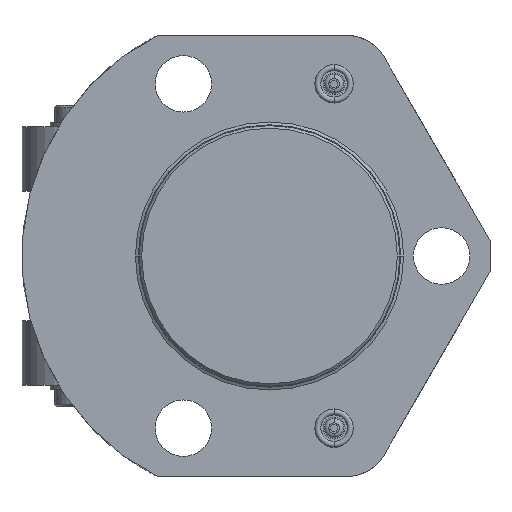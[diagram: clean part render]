
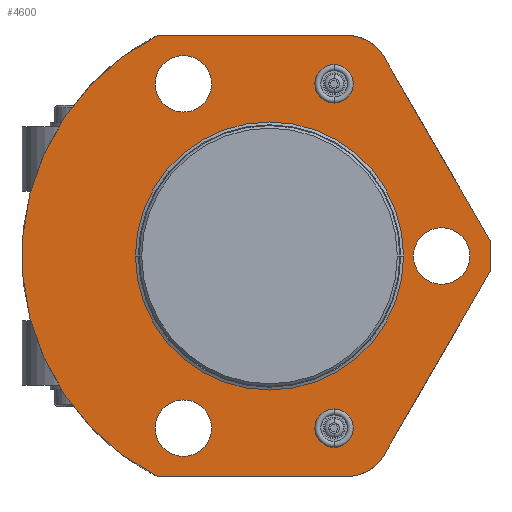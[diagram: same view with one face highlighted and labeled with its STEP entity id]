
A CAD part, front view. The second image highlights one B-rep face of the part: STEP entity #4600.
In plain terms, the highlighted planar face has unit normal (0, -1, 0).
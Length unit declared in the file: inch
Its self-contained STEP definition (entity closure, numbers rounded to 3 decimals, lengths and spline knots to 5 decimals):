
#162=CARTESIAN_POINT('',(0.,0.,0.));
#163=DIRECTION('',(0.,-1.,0.));
#164=DIRECTION('',(-0.453,0.,0.891));
#165=AXIS2_PLACEMENT_3D('',#162,#163,#164);
#340=CARTESIAN_POINT('',(0.,0.,0.));
#341=DIRECTION('',(0.,1.,0.));
#342=DIRECTION('',(1.,0.,0.));
#343=AXIS2_PLACEMENT_3D('',#340,#341,#342);
#345=CARTESIAN_POINT('',(0.,0.,0.));
#346=DIRECTION('',(0.,1.,0.));
#347=DIRECTION('',(-1.,0.,0.));
#348=AXIS2_PLACEMENT_3D('',#345,#346,#347);
#350=CARTESIAN_POINT('',(2.,0.,0.));
#351=DIRECTION('',(0.,-1.,0.));
#352=DIRECTION('',(1.,0.,0.));
#353=AXIS2_PLACEMENT_3D('',#350,#351,#352);
#355=CARTESIAN_POINT('',(2.,0.,0.));
#356=DIRECTION('',(0.,-1.,0.));
#357=DIRECTION('',(-1.,0.,0.));
#358=AXIS2_PLACEMENT_3D('',#355,#356,#357);
#360=CARTESIAN_POINT('',(-1.,0.,2.));
#361=DIRECTION('',(0.,-1.,0.));
#362=DIRECTION('',(1.,0.,0.));
#363=AXIS2_PLACEMENT_3D('',#360,#361,#362);
#365=CARTESIAN_POINT('',(-1.,0.,2.));
#366=DIRECTION('',(0.,-1.,0.));
#367=DIRECTION('',(-1.,0.,0.));
#368=AXIS2_PLACEMENT_3D('',#365,#366,#367);
#370=CARTESIAN_POINT('',(-1.,0.,-2.));
#371=DIRECTION('',(0.,-1.,0.));
#372=DIRECTION('',(1.,0.,0.));
#373=AXIS2_PLACEMENT_3D('',#370,#371,#372);
#375=CARTESIAN_POINT('',(-1.,0.,-2.));
#376=DIRECTION('',(0.,-1.,0.));
#377=DIRECTION('',(-1.,0.,0.));
#378=AXIS2_PLACEMENT_3D('',#375,#376,#377);
#380=CARTESIAN_POINT('',(0.75,0.,-2.));
#381=DIRECTION('',(0.,-1.,0.));
#382=DIRECTION('',(-1.,0.,0.));
#383=AXIS2_PLACEMENT_3D('',#380,#381,#382);
#385=CARTESIAN_POINT('',(0.75,0.,-2.));
#386=DIRECTION('',(0.,-1.,0.));
#387=DIRECTION('',(1.,0.,0.));
#388=AXIS2_PLACEMENT_3D('',#385,#386,#387);
#390=CARTESIAN_POINT('',(0.75,0.,2.));
#391=DIRECTION('',(0.,-1.,0.));
#392=DIRECTION('',(-1.,0.,0.));
#393=AXIS2_PLACEMENT_3D('',#390,#391,#392);
#395=CARTESIAN_POINT('',(0.75,0.,2.));
#396=DIRECTION('',(0.,-1.,0.));
#397=DIRECTION('',(1.,0.,0.));
#398=AXIS2_PLACEMENT_3D('',#395,#396,#397);
#400=DIRECTION('',(-0.5,0.,0.866));
#401=VECTOR('',#400,2.46132);
#402=CARTESIAN_POINT('',(2.562,0.,0.18093));
#403=LINE('',#402,#401);
#404=DIRECTION('',(0.,0.,1.));
#405=VECTOR('',#404,0.36186);
#406=CARTESIAN_POINT('',(2.562,0.,-0.18093));
#407=LINE('',#406,#405);
#408=DIRECTION('',(0.5,0.,0.866));
#409=VECTOR('',#408,2.46132);
#410=CARTESIAN_POINT('',(1.33134,0.,-2.3125));
#411=LINE('',#410,#409);
#412=DIRECTION('',(1.,0.,0.));
#413=VECTOR('',#412,2.20187);
#414=CARTESIAN_POINT('',(-1.30354,0.,-2.5625));
#415=LINE('',#414,#413);
#416=DIRECTION('',(1.,0.,0.));
#417=VECTOR('',#416,2.20187);
#418=CARTESIAN_POINT('',(-1.30354,0.,2.5625));
#419=LINE('',#418,#417);
#783=CARTESIAN_POINT('',(0.89832,0.,-2.0625));
#784=DIRECTION('',(0.,-1.,0.));
#785=DIRECTION('',(0.,0.,-1.));
#786=AXIS2_PLACEMENT_3D('',#783,#784,#785);
#1032=CARTESIAN_POINT('',(0.89832,0.,2.0625));
#1033=DIRECTION('',(0.,-1.,0.));
#1034=DIRECTION('',(0.866,0.,0.5));
#1035=AXIS2_PLACEMENT_3D('',#1032,#1033,#1034);
#3421=CARTESIAN_POINT('',(-1.30354,0.,2.5625));
#3422=CARTESIAN_POINT('',(-1.30354,0.,-2.5625));
#3423=VERTEX_POINT('',#3421);
#3424=VERTEX_POINT('',#3422);
#3425=CARTESIAN_POINT('',(2.562,0.,-0.18093));
#3426=CARTESIAN_POINT('',(2.562,0.,0.18093));
#3427=VERTEX_POINT('',#3425);
#3428=VERTEX_POINT('',#3426);
#3429=CARTESIAN_POINT('',(2.328,0.,0.));
#3430=CARTESIAN_POINT('',(1.672,0.,0.));
#3431=VERTEX_POINT('',#3429);
#3432=VERTEX_POINT('',#3430);
#3445=CARTESIAN_POINT('',(-0.672,0.,-2.));
#3446=CARTESIAN_POINT('',(-1.328,0.,-2.));
#3447=VERTEX_POINT('',#3445);
#3448=VERTEX_POINT('',#3446);
#3453=CARTESIAN_POINT('',(-0.672,0.,2.));
#3454=CARTESIAN_POINT('',(-1.328,0.,2.));
#3455=VERTEX_POINT('',#3453);
#3456=VERTEX_POINT('',#3454);
#3525=CARTESIAN_POINT('',(0.52675,0.,-2.));
#3526=CARTESIAN_POINT('',(0.97325,0.,-2.));
#3527=VERTEX_POINT('',#3525);
#3528=VERTEX_POINT('',#3526);
#3541=CARTESIAN_POINT('',(0.52675,0.,2.));
#3542=CARTESIAN_POINT('',(0.97325,0.,2.));
#3543=VERTEX_POINT('',#3541);
#3544=VERTEX_POINT('',#3542);
#3545=CARTESIAN_POINT('',(0.89832,0.,2.5625));
#3547=VERTEX_POINT('',#3545);
#3550=CARTESIAN_POINT('',(1.33134,0.,2.3125));
#3551=VERTEX_POINT('',#3550);
#3552=CARTESIAN_POINT('',(1.33134,0.,-2.3125));
#3554=VERTEX_POINT('',#3552);
#3557=CARTESIAN_POINT('',(0.89832,0.,-2.5625));
#3558=VERTEX_POINT('',#3557);
#3563=CARTESIAN_POINT('',(1.515,0.,0.));
#3564=CARTESIAN_POINT('',(-1.515,0.,0.));
#3565=VERTEX_POINT('',#3563);
#3566=VERTEX_POINT('',#3564);
#4544=CARTESIAN_POINT('',(0.,0.,0.));
#4545=DIRECTION('',(0.,-1.,0.));
#4546=DIRECTION('',(1.,0.,0.));
#4547=AXIS2_PLACEMENT_3D('',#4544,#4545,#4546);
#4548=PLANE('',#4547);
#4550=ORIENTED_EDGE('',*,*,#4549,.F.);
#4552=ORIENTED_EDGE('',*,*,#4551,.F.);
#4554=ORIENTED_EDGE('',*,*,#4553,.F.);
#4556=ORIENTED_EDGE('',*,*,#4555,.F.);
#4558=ORIENTED_EDGE('',*,*,#4557,.F.);
#4560=ORIENTED_EDGE('',*,*,#4559,.F.);
#4561=ORIENTED_EDGE('',*,*,#4358,.F.);
#4563=ORIENTED_EDGE('',*,*,#4562,.T.);
#4564=EDGE_LOOP('',(#4550,#4552,#4554,#4556,#4558,#4560,#4561,#4563));
#4565=FACE_OUTER_BOUND('',#4564,.F.);
#4567=ORIENTED_EDGE('',*,*,#4566,.F.);
#4569=ORIENTED_EDGE('',*,*,#4568,.F.);
#4570=EDGE_LOOP('',(#4567,#4569));
#4571=FACE_BOUND('',#4570,.F.);
#4573=ORIENTED_EDGE('',*,*,#4572,.T.);
#4575=ORIENTED_EDGE('',*,*,#4574,.T.);
#4576=EDGE_LOOP('',(#4573,#4575));
#4577=FACE_BOUND('',#4576,.F.);
#4578=ORIENTED_EDGE('',*,*,#4526,.T.);
#4579=ORIENTED_EDGE('',*,*,#4537,.T.);
#4580=EDGE_LOOP('',(#4578,#4579));
#4581=FACE_BOUND('',#4580,.F.);
#4583=ORIENTED_EDGE('',*,*,#4582,.T.);
#4585=ORIENTED_EDGE('',*,*,#4584,.T.);
#4586=EDGE_LOOP('',(#4583,#4585));
#4587=FACE_BOUND('',#4586,.F.);
#4589=ORIENTED_EDGE('',*,*,#4588,.T.);
#4591=ORIENTED_EDGE('',*,*,#4590,.T.);
#4592=EDGE_LOOP('',(#4589,#4591));
#4593=FACE_BOUND('',#4592,.F.);
#4595=ORIENTED_EDGE('',*,*,#4594,.T.);
#4597=ORIENTED_EDGE('',*,*,#4596,.T.);
#4598=EDGE_LOOP('',(#4595,#4597));
#4599=FACE_BOUND('',#4598,.F.);
#4600=ADVANCED_FACE('',(#4565,#4571,#4577,#4581,#4587,#4593,#4599),#4548,.T.);
#166=CIRCLE('',#165,2.875);
#344=CIRCLE('',#343,1.515);
#349=CIRCLE('',#348,1.515);
#354=CIRCLE('',#353,0.328);
#359=CIRCLE('',#358,0.328);
#364=CIRCLE('',#363,0.328);
#369=CIRCLE('',#368,0.328);
#374=CIRCLE('',#373,0.328);
#379=CIRCLE('',#378,0.328);
#384=CIRCLE('',#383,0.22325);
#389=CIRCLE('',#388,0.22325);
#394=CIRCLE('',#393,0.22325);
#399=CIRCLE('',#398,0.22325);
#787=CIRCLE('',#786,0.5);
#1036=CIRCLE('',#1035,0.5);
#4358=EDGE_CURVE('',#3423,#3424,#166,.T.);
#4526=EDGE_CURVE('',#3455,#3456,#364,.T.);
#4537=EDGE_CURVE('',#3456,#3455,#369,.T.);
#4549=EDGE_CURVE('',#3551,#3547,#1036,.T.);
#4551=EDGE_CURVE('',#3428,#3551,#403,.T.);
#4553=EDGE_CURVE('',#3427,#3428,#407,.T.);
#4555=EDGE_CURVE('',#3554,#3427,#411,.T.);
#4557=EDGE_CURVE('',#3558,#3554,#787,.T.);
#4559=EDGE_CURVE('',#3424,#3558,#415,.T.);
#4562=EDGE_CURVE('',#3423,#3547,#419,.T.);
#4566=EDGE_CURVE('',#3565,#3566,#344,.T.);
#4568=EDGE_CURVE('',#3566,#3565,#349,.T.);
#4572=EDGE_CURVE('',#3431,#3432,#354,.T.);
#4574=EDGE_CURVE('',#3432,#3431,#359,.T.);
#4582=EDGE_CURVE('',#3447,#3448,#374,.T.);
#4584=EDGE_CURVE('',#3448,#3447,#379,.T.);
#4588=EDGE_CURVE('',#3527,#3528,#384,.T.);
#4590=EDGE_CURVE('',#3528,#3527,#389,.T.);
#4594=EDGE_CURVE('',#3543,#3544,#394,.T.);
#4596=EDGE_CURVE('',#3544,#3543,#399,.T.);
